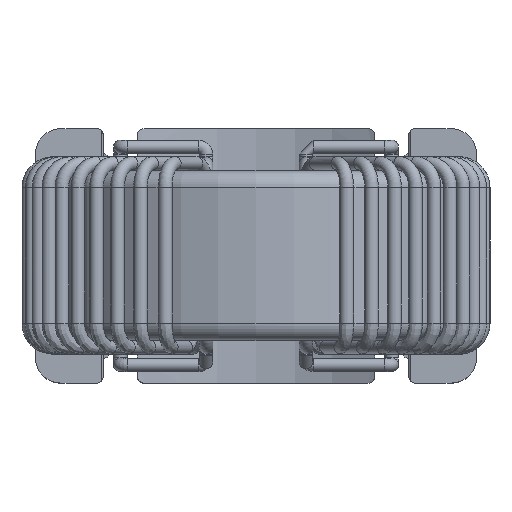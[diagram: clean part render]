
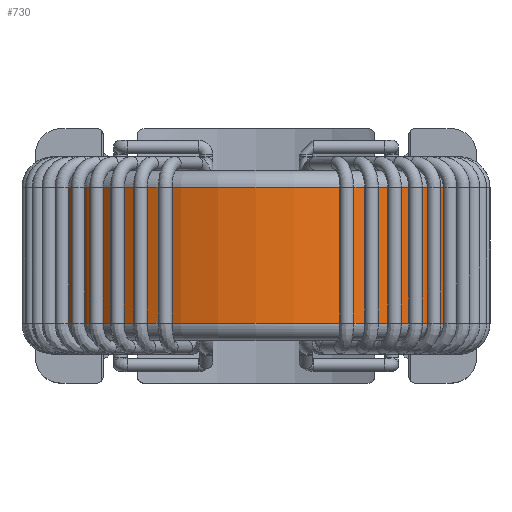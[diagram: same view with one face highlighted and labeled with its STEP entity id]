
A CAD part, top view. The second image highlights one B-rep face of the part: STEP entity #730.
In plain terms, the highlighted cylindrical face has radius 6.5 mm (diameter 13 mm), a full revolution.
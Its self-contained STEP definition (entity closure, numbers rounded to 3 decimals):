
#730 = ADVANCED_FACE( '', ( #1869, #1870 ), #1871, .T. );
#1869 = FACE_OUTER_BOUND( '', #5757, .T. );
#1870 = FACE_OUTER_BOUND( '', #5758, .T. );
#1871 = CYLINDRICAL_SURFACE( '', #5759, 6.5 );
#5757 = EDGE_LOOP( '', ( #17470 ) );
#5758 = EDGE_LOOP( '', ( #17471 ) );
#5759 = AXIS2_PLACEMENT_3D( '', #17472, #17473, #17474 );
#17470 = ORIENTED_EDGE( '', *, *, #19806, .T. );
#17471 = ORIENTED_EDGE( '', *, *, #20085, .T. );
#17472 = CARTESIAN_POINT( '', ( 0., -2.5, 8.22 ) );
#17473 = DIRECTION( '', ( 0., -1., 0. ) );
#17474 = DIRECTION( '', ( 0., 0., 1. ) );
#19806 = EDGE_CURVE( '', #20934, #20934, #20935, .F. );
#20085 = EDGE_CURVE( '', #21399, #21399, #21400, .T. );
#20934 = VERTEX_POINT( '', #22637 );
#20935 = CIRCLE( '', #22638, 6.5 );
#21399 = VERTEX_POINT( '', #23162 );
#21400 = CIRCLE( '', #23163, 6.5 );
#22637 = CARTESIAN_POINT( '', ( 0., 2., 14.72 ) );
#22638 = AXIS2_PLACEMENT_3D( '', #24490, #24491, #24492 );
#23162 = CARTESIAN_POINT( '', ( 0., -2., 14.72 ) );
#23163 = AXIS2_PLACEMENT_3D( '', #24967, #24968, #24969 );
#24490 = CARTESIAN_POINT( '', ( 0., 2., 8.22 ) );
#24491 = DIRECTION( '', ( 0., 1., 0. ) );
#24492 = DIRECTION( '', ( 0., 0., 1. ) );
#24967 = CARTESIAN_POINT( '', ( 0., -2., 8.22 ) );
#24968 = DIRECTION( '', ( 0., 1., 0. ) );
#24969 = DIRECTION( '', ( 0., 0., 1. ) );
